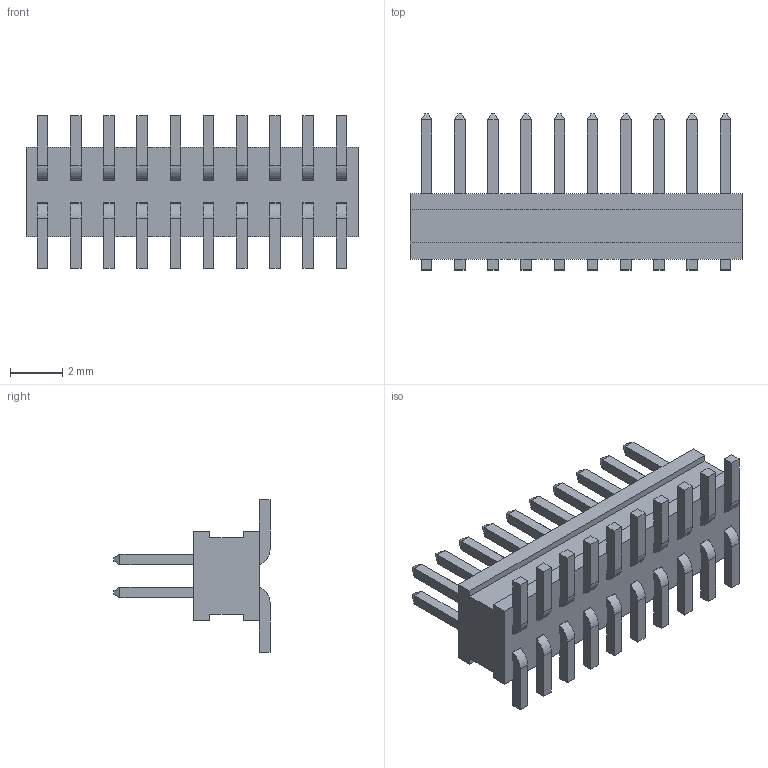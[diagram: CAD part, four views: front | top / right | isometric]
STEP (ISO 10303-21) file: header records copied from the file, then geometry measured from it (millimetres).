
FILE_DESCRIPTION( ( 'STEP AP203' ), '1' );
FILE_NAME( 'FTSH-110-01-L-DV.stp', '2021-07-28T16:34:39', ( 'License CC BY-ND 4.0' ), ( 'CADENAS' ), ' ', 'PARTsolutions', ' ' );
FILE_SCHEMA( ( 'CONFIG_CONTROL_DESIGN' ) );
Length unit declared in the file: inch
Products named in the file (4): FTSH-110-01-L-DV; _FTSH-110-01-L-DV_body; _FTSH-110-01-L-DV_pins1; _FTSH-110-01-L-DV_pins2
Assembly tree (3 placements, depth 2):
  FTSH-110-01-L-DV
    _FTSH-110-01-L-DV_body
    _FTSH-110-01-L-DV_pins1
    _FTSH-110-01-L-DV_pins2
Bounding box: 12.7 x 5.97 x 5.84 mm (x, y, z)
Volume: 143.8 mm3; surface area: 569 mm2
Topology: 3 solids, 3 shells, 416 faces, 1150 edges, 740 vertices
Faces by surface type: plane 396, cylinder 20
Entity records: 13131 total; most frequent: CARTESIAN_POINT 2310, ORIENTED_EDGE 2300, DIRECTION 2030, EDGE_CURVE 1150, LINE 1110, VECTOR 1110, VERTEX_POINT 740, AXIS2_PLACEMENT_3D 460
